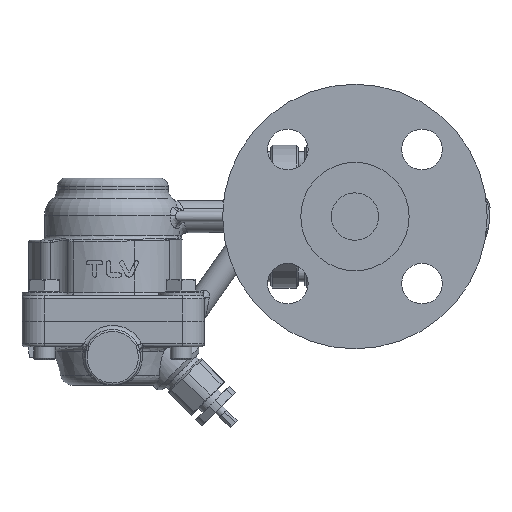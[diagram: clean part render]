
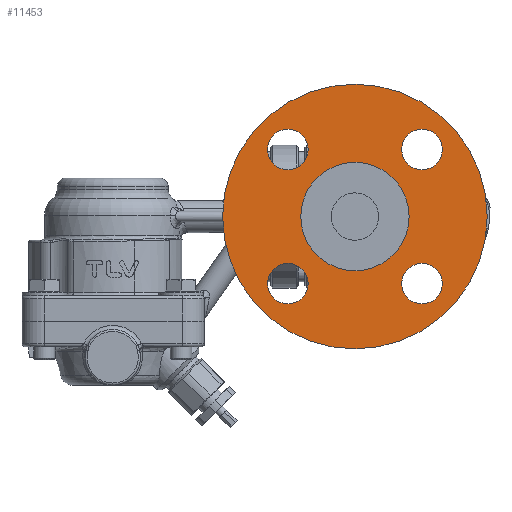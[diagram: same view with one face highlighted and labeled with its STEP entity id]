
A CAD part, front view. The second image highlights one B-rep face of the part: STEP entity #11453.
In plain terms, the highlighted planar face has unit normal (0, -1, 0).
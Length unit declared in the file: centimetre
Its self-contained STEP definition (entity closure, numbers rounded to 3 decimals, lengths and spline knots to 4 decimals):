
#504=FACE_BOUND('',#3269,.T.);
#505=FACE_BOUND('',#3270,.T.);
#506=FACE_BOUND('',#3271,.T.);
#507=FACE_BOUND('',#3272,.T.);
#508=FACE_BOUND('',#3273,.T.);
#1667=CIRCLE('',#12771,6.2);
#1668=CIRCLE('',#12772,0.95);
#1669=CIRCLE('',#12773,0.95);
#1670=CIRCLE('',#12774,0.95);
#1671=CIRCLE('',#12775,0.95);
#1672=CIRCLE('',#12776,2.54);
#2398=FACE_OUTER_BOUND('',#3268,.T.);
#3268=EDGE_LOOP('',(#10037));
#3269=EDGE_LOOP('',(#10038));
#3270=EDGE_LOOP('',(#10039));
#3271=EDGE_LOOP('',(#10040));
#3272=EDGE_LOOP('',(#10041));
#3273=EDGE_LOOP('',(#10042));
#5366=VERTEX_POINT('',#24659);
#5367=VERTEX_POINT('',#24661);
#5368=VERTEX_POINT('',#24663);
#5369=VERTEX_POINT('',#24665);
#5370=VERTEX_POINT('',#24667);
#5371=VERTEX_POINT('',#24669);
#6942=EDGE_CURVE('',#5366,#5366,#1667,.T.);
#6943=EDGE_CURVE('',#5367,#5367,#1668,.T.);
#6944=EDGE_CURVE('',#5368,#5368,#1669,.T.);
#6945=EDGE_CURVE('',#5369,#5369,#1670,.T.);
#6946=EDGE_CURVE('',#5370,#5370,#1671,.T.);
#6947=EDGE_CURVE('',#5371,#5371,#1672,.T.);
#10037=ORIENTED_EDGE('',*,*,#6942,.F.);
#10038=ORIENTED_EDGE('',*,*,#6943,.T.);
#10039=ORIENTED_EDGE('',*,*,#6944,.T.);
#10040=ORIENTED_EDGE('',*,*,#6945,.T.);
#10041=ORIENTED_EDGE('',*,*,#6946,.T.);
#10042=ORIENTED_EDGE('',*,*,#6947,.F.);
#10414=PLANE('',#12770);
#11453=ADVANCED_FACE('',(#2398,#504,#505,#506,#507,#508),#10414,.F.);
#12770=AXIS2_PLACEMENT_3D('',#24658,#15860,#15861);
#12771=AXIS2_PLACEMENT_3D('',#24660,#15862,#15863);
#12772=AXIS2_PLACEMENT_3D('',#24662,#15864,#15865);
#12773=AXIS2_PLACEMENT_3D('',#24664,#15866,#15867);
#12774=AXIS2_PLACEMENT_3D('',#24666,#15868,#15869);
#12775=AXIS2_PLACEMENT_3D('',#24668,#15870,#15871);
#12776=AXIS2_PLACEMENT_3D('',#24670,#15872,#15873);
#15860=DIRECTION('center_axis',(0.,1.,0.));
#15861=DIRECTION('ref_axis',(1.,0.,0.));
#15862=DIRECTION('center_axis',(0.,1.,0.));
#15863=DIRECTION('ref_axis',(1.,0.,0.));
#15864=DIRECTION('center_axis',(0.,1.,0.));
#15865=DIRECTION('ref_axis',(0.,0.,1.));
#15866=DIRECTION('center_axis',(0.,1.,0.));
#15867=DIRECTION('ref_axis',(-1.,0.,0.));
#15868=DIRECTION('center_axis',(0.,1.,0.));
#15869=DIRECTION('ref_axis',(0.,0.,
-1.));
#15870=DIRECTION('center_axis',(0.,1.,0.));
#15871=DIRECTION('ref_axis',(1.,0.,0.));
#15872=DIRECTION('center_axis',(0.,-1.,0.));
#15873=DIRECTION('ref_axis',(1.,0.,0.));
#24658=CARTESIAN_POINT('Origin',(8.5259,-0.0829,-2.2379));
#24659=CARTESIAN_POINT('',(2.3259,-0.0829,-2.2379));
#24660=CARTESIAN_POINT('Origin',(8.5259,-0.0829,-2.2379));
#24661=CARTESIAN_POINT('',(5.3828,-0.0829,-0.0448));
#24662=CARTESIAN_POINT('Origin',(5.3828,-0.0829,0.9052));
#24663=CARTESIAN_POINT('',(6.3328,-0.0829,-5.381));
#24664=CARTESIAN_POINT('Origin',(5.3828,-0.0829,-5.381));
#24665=CARTESIAN_POINT('',(11.669,-0.0829,-4.431));
#24666=CARTESIAN_POINT('Origin',(11.669,-0.0829,-5.381));
#24667=CARTESIAN_POINT('',(10.719,-0.0829,0.9052));
#24668=CARTESIAN_POINT('Origin',(11.669,-0.0829,0.9052));
#24669=CARTESIAN_POINT('',(5.9859,-0.0829,-2.2379));
#24670=CARTESIAN_POINT('Origin',(8.5259,-0.0829,-2.2379));
